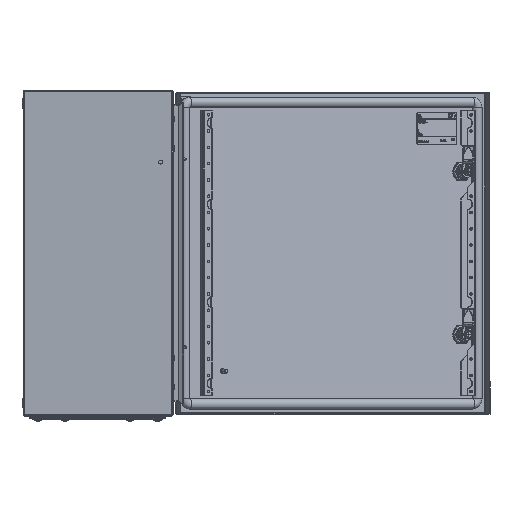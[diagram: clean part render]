
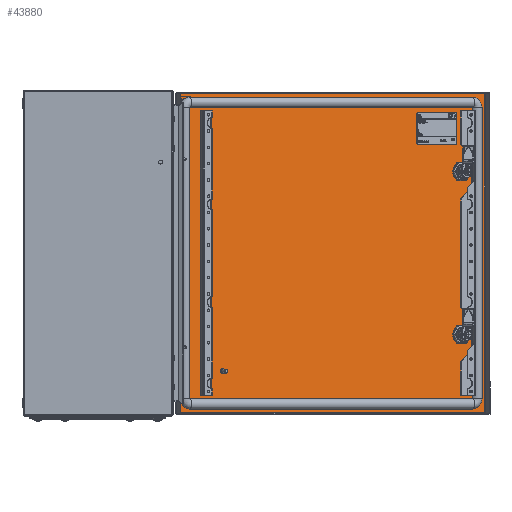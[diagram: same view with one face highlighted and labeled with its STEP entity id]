
A CAD part, left-side view. The second image highlights one B-rep face of the part: STEP entity #43880.
In plain terms, the highlighted face is planar.
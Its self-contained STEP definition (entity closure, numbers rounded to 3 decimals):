
#1808=LINE('',#63519,#4708);
#1809=LINE('',#63523,#4709);
#1810=LINE('',#63527,#4710);
#1811=LINE('',#63531,#4711);
#1812=LINE('',#63532,#4712);
#1813=LINE('',#63535,#4713);
#1814=LINE('',#63537,#4714);
#1815=LINE('',#63539,#4715);
#1816=LINE('',#63540,#4716);
#1817=LINE('',#63545,#4717);
#1818=LINE('',#63549,#4718);
#1819=LINE('',#63553,#4719);
#4708=VECTOR('',#53338,1000.);
#4709=VECTOR('',#53341,1000.);
#4710=VECTOR('',#53344,1000.);
#4711=VECTOR('',#53347,1000.);
#4712=VECTOR('',#53348,1000.);
#4713=VECTOR('',#53349,1000.);
#4714=VECTOR('',#53350,1000.);
#4715=VECTOR('',#53351,1000.);
#4716=VECTOR('',#53352,1000.);
#4717=VECTOR('',#53355,1000.);
#4718=VECTOR('',#53358,1000.);
#4719=VECTOR('',#53361,1000.);
#7242=PLANE('',#47095);
#11560=ORIENTED_EDGE('',*,*,#19796,.T.);
#11561=ORIENTED_EDGE('',*,*,#19797,.F.);
#11562=ORIENTED_EDGE('',*,*,#19798,.T.);
#11563=ORIENTED_EDGE('',*,*,#19799,.F.);
#11564=ORIENTED_EDGE('',*,*,#19800,.T.);
#11565=ORIENTED_EDGE('',*,*,#19801,.F.);
#11566=ORIENTED_EDGE('',*,*,#19802,.T.);
#11567=ORIENTED_EDGE('',*,*,#19803,.F.);
#11568=ORIENTED_EDGE('',*,*,#19804,.T.);
#11569=ORIENTED_EDGE('',*,*,#19805,.T.);
#11570=ORIENTED_EDGE('',*,*,#19806,.F.);
#11571=ORIENTED_EDGE('',*,*,#19807,.F.);
#11572=ORIENTED_EDGE('',*,*,#19808,.F.);
#11573=ORIENTED_EDGE('',*,*,#19809,.T.);
#11574=ORIENTED_EDGE('',*,*,#19810,.F.);
#11575=ORIENTED_EDGE('',*,*,#19811,.T.);
#11576=ORIENTED_EDGE('',*,*,#19812,.F.);
#11577=ORIENTED_EDGE('',*,*,#19813,.T.);
#11578=ORIENTED_EDGE('',*,*,#19814,.F.);
#11579=ORIENTED_EDGE('',*,*,#19815,.T.);
#19796=EDGE_CURVE('',#24256,#24257,#27265,.T.);
#19797=EDGE_CURVE('',#24258,#24257,#1808,.T.);
#19798=EDGE_CURVE('',#24258,#24259,#27266,.T.);
#19799=EDGE_CURVE('',#24260,#24259,#1809,.T.);
#19800=EDGE_CURVE('',#24260,#24261,#27267,.T.);
#19801=EDGE_CURVE('',#24262,#24261,#1810,.T.);
#19802=EDGE_CURVE('',#24262,#24263,#27268,.T.);
#19803=EDGE_CURVE('',#24256,#24263,#1811,.T.);
#19804=EDGE_CURVE('',#24264,#24265,#1812,.T.);
#19805=EDGE_CURVE('',#24265,#24266,#1813,.T.);
#19806=EDGE_CURVE('',#24267,#24266,#1814,.T.);
#19807=EDGE_CURVE('',#24264,#24267,#1815,.T.);
#19808=EDGE_CURVE('',#24268,#24269,#1816,.T.);
#19809=EDGE_CURVE('',#24268,#24270,#27269,.T.);
#19810=EDGE_CURVE('',#24271,#24270,#1817,.T.);
#19811=EDGE_CURVE('',#24271,#24272,#27270,.T.);
#19812=EDGE_CURVE('',#24273,#24272,#1818,.T.);
#19813=EDGE_CURVE('',#24273,#24274,#27271,.T.);
#19814=EDGE_CURVE('',#24275,#24274,#1819,.T.);
#19815=EDGE_CURVE('',#24275,#24269,#27272,.T.);
#24256=VERTEX_POINT('',#63517);
#24257=VERTEX_POINT('',#63518);
#24258=VERTEX_POINT('',#63520);
#24259=VERTEX_POINT('',#63522);
#24260=VERTEX_POINT('',#63524);
#24261=VERTEX_POINT('',#63526);
#24262=VERTEX_POINT('',#63528);
#24263=VERTEX_POINT('',#63530);
#24264=VERTEX_POINT('',#63533);
#24265=VERTEX_POINT('',#63534);
#24266=VERTEX_POINT('',#63536);
#24267=VERTEX_POINT('',#63538);
#24268=VERTEX_POINT('',#63541);
#24269=VERTEX_POINT('',#63542);
#24270=VERTEX_POINT('',#63544);
#24271=VERTEX_POINT('',#63546);
#24272=VERTEX_POINT('',#63548);
#24273=VERTEX_POINT('',#63550);
#24274=VERTEX_POINT('',#63552);
#24275=VERTEX_POINT('',#63554);
#27265=CIRCLE('',#47096,11.25);
#27266=CIRCLE('',#47097,11.25);
#27267=CIRCLE('',#47098,11.25);
#27268=CIRCLE('',#47099,11.25);
#27269=CIRCLE('',#47100,11.25);
#27270=CIRCLE('',#47101,11.25);
#27271=CIRCLE('',#47102,11.25);
#27272=CIRCLE('',#47103,11.25);
#29188=EDGE_LOOP('',(#11560,#11561,#11562,#11563,#11564,#11565,#11566,#11567));
#29189=EDGE_LOOP('',(#11568,#11569,#11570,#11571));
#29190=EDGE_LOOP('',(#11572,#11573,#11574,#11575,#11576,#11577,#11578,#11579));
#32129=FACE_BOUND('',#29188,.T.);
#32130=FACE_BOUND('',#29189,.T.);
#32131=FACE_BOUND('',#29190,.T.);
#43880=ADVANCED_FACE('',(#32129,#32130,#32131),#7242,.F.);
#47095=AXIS2_PLACEMENT_3D('',#63515,#53334,#53335);
#47096=AXIS2_PLACEMENT_3D('',#63516,#53336,#53337);
#47097=AXIS2_PLACEMENT_3D('',#63521,#53339,#53340);
#47098=AXIS2_PLACEMENT_3D('',#63525,#53342,#53343);
#47099=AXIS2_PLACEMENT_3D('',#63529,#53345,#53346);
#47100=AXIS2_PLACEMENT_3D('',#63543,#53353,#53354);
#47101=AXIS2_PLACEMENT_3D('',#63547,#53356,#53357);
#47102=AXIS2_PLACEMENT_3D('',#63551,#53359,#53360);
#47103=AXIS2_PLACEMENT_3D('',#63555,#53362,#53363);
#53334=DIRECTION('',(0.,0.,-1.));
#53335=DIRECTION('',(-1.,0.,0.));
#53336=DIRECTION('',(0.,0.,-1.));
#53337=DIRECTION('',(-1.,0.,0.));
#53338=DIRECTION('',(1.,0.,0.));
#53339=DIRECTION('',(0.,0.,-1.));
#53340=DIRECTION('',(-1.,0.,0.));
#53341=DIRECTION('',(0.,-1.,0.));
#53342=DIRECTION('',(0.,0.,-1.));
#53343=DIRECTION('',(-1.,0.,0.));
#53344=DIRECTION('',(-1.,0.,0.));
#53345=DIRECTION('',(0.,0.,-1.));
#53346=DIRECTION('',(-1.,0.,0.));
#53347=DIRECTION('',(0.,1.,0.));
#53348=DIRECTION('',(1.,0.,0.));
#53349=DIRECTION('',(0.,1.,0.));
#53350=DIRECTION('',(1.,0.,0.));
#53351=DIRECTION('',(0.,1.,0.));
#53352=DIRECTION('',(0.,-1.,0.));
#53353=DIRECTION('',(0.,0.,-1.));
#53354=DIRECTION('',(-1.,0.,0.));
#53355=DIRECTION('',(-1.,0.,0.));
#53356=DIRECTION('',(0.,0.,-1.));
#53357=DIRECTION('',(-1.,0.,0.));
#53358=DIRECTION('',(0.,1.,0.));
#53359=DIRECTION('',(0.,0.,-1.));
#53360=DIRECTION('',(-1.,0.,0.));
#53361=DIRECTION('',(1.,0.,0.));
#53362=DIRECTION('',(0.,0.,-1.));
#53363=DIRECTION('',(-1.,0.,0.));
#63515=CARTESIAN_POINT('',(0.,0.,1.2));
#63516=CARTESIAN_POINT('',(125.,-228.7,1.2));
#63517=CARTESIAN_POINT('',(135.05,-233.756,1.2));
#63518=CARTESIAN_POINT('',(130.056,-238.75,1.2));
#63519=CARTESIAN_POINT('',(0.,-238.75,1.2));
#63520=CARTESIAN_POINT('',(119.944,-238.75,1.2));
#63521=CARTESIAN_POINT('',(125.,-228.7,1.2));
#63522=CARTESIAN_POINT('',(114.95,-233.756,1.2));
#63523=CARTESIAN_POINT('',(114.95,0.,1.2));
#63524=CARTESIAN_POINT('',(114.95,-223.644,1.2));
#63525=CARTESIAN_POINT('',(125.,-228.7,1.2));
#63526=CARTESIAN_POINT('',(119.944,-218.65,1.2));
#63527=CARTESIAN_POINT('',(0.,-218.65,1.2));
#63528=CARTESIAN_POINT('',(130.056,-218.65,1.2));
#63529=CARTESIAN_POINT('',(125.,-228.7,1.2));
#63530=CARTESIAN_POINT('',(135.05,-223.644,1.2));
#63531=CARTESIAN_POINT('',(135.05,0.,1.2));
#63532=CARTESIAN_POINT('',(244.8,-269.5,1.2));
#63533=CARTESIAN_POINT('',(-244.8,-269.5,1.2));
#63534=CARTESIAN_POINT('',(244.8,-269.5,1.2));
#63535=CARTESIAN_POINT('',(244.8,269.5,1.2));
#63536=CARTESIAN_POINT('',(244.8,269.5,1.2));
#63537=CARTESIAN_POINT('',(-244.8,269.5,1.2));
#63538=CARTESIAN_POINT('',(-244.8,269.5,1.2));
#63539=CARTESIAN_POINT('',(-244.8,-269.5,1.2));
#63540=CARTESIAN_POINT('',(-135.05,0.,1.2));
#63541=CARTESIAN_POINT('',(-135.05,-223.644,1.2));
#63542=CARTESIAN_POINT('',(-135.05,-233.756,1.2));
#63543=CARTESIAN_POINT('',(-125.,-228.7,1.2));
#63544=CARTESIAN_POINT('',(-130.056,-218.65,1.2));
#63545=CARTESIAN_POINT('',(0.,-218.65,1.2));
#63546=CARTESIAN_POINT('',(-119.944,-218.65,1.2));
#63547=CARTESIAN_POINT('',(-125.,-228.7,1.2));
#63548=CARTESIAN_POINT('',(-114.95,-223.644,1.2));
#63549=CARTESIAN_POINT('',(-114.95,0.,1.2));
#63550=CARTESIAN_POINT('',(-114.95,-233.756,1.2));
#63551=CARTESIAN_POINT('',(-125.,-228.7,1.2));
#63552=CARTESIAN_POINT('',(-119.944,-238.75,1.2));
#63553=CARTESIAN_POINT('',(0.,-238.75,1.2));
#63554=CARTESIAN_POINT('',(-130.056,-238.75,1.2));
#63555=CARTESIAN_POINT('',(-125.,-228.7,1.2));
